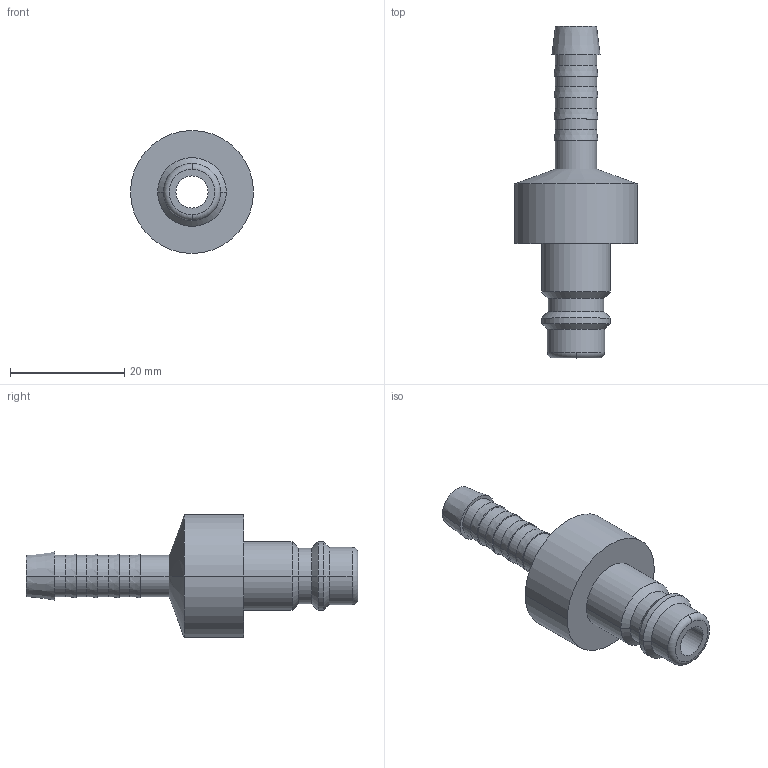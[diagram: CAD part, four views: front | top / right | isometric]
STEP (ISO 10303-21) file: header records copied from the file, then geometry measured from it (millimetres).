
FILE_DESCRIPTION(('STEP AP214'),'1');
FILE_NAME('esn_6_sab.stp','2020-03-05T08:46:08',('TraceParts'),('TraceParts S.A.'),'Spatial InterOp 3D',' ',' ');
FILE_SCHEMA(('automotive_design'));
Length unit declared in the file: millimetre
Products named in the file (1): 1
Bounding box: 21.5 x 58 x 21.5 mm (x, y, z)
Volume: 5664.4 mm3; surface area: 3782.1 mm2
Topology: 1 solids, 1 shells, 53 faces, 109 edges, 65 vertices
Faces by surface type: cylinder 24, cone 18, plane 9, torus 2
Entity records: 1850 total; most frequent: DIRECTION 284, CARTESIAN_POINT 228, ORIENTED_EDGE 218, AXIS2_PLACEMENT_3D 121, EDGE_CURVE 109, CIRCLE 67, VERTEX_POINT 65, EDGE_LOOP 62
